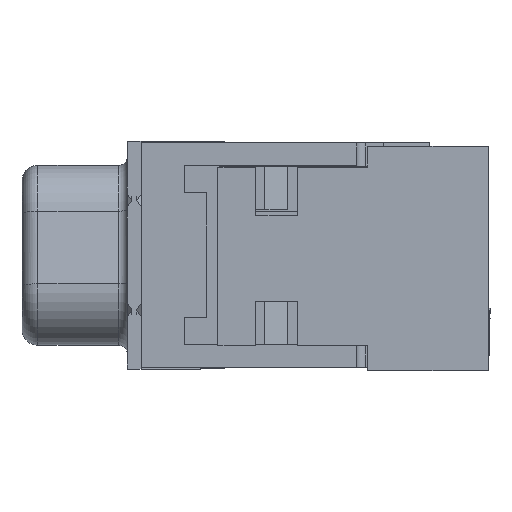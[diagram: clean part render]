
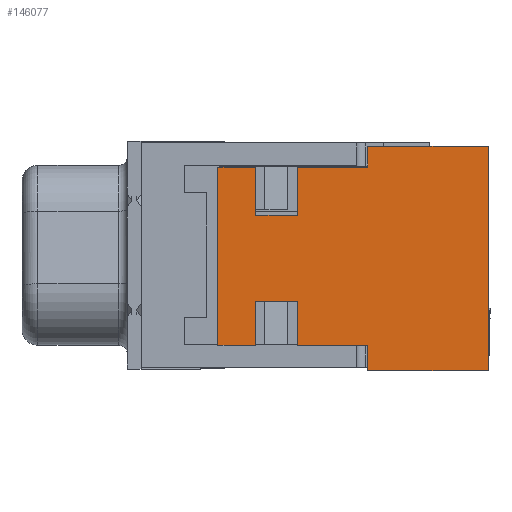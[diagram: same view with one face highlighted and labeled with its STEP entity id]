
A CAD part, left-side view. The second image highlights one B-rep face of the part: STEP entity #146077.
In plain terms, the highlighted planar face has unit normal (-1, 0, 0).
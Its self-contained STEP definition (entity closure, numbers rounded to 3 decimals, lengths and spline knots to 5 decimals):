
#11100=FACE_OUTER_BOUND('',#18300,.T.);
#18300=EDGE_LOOP('',(#116705,#116706,#116707,#116708,#116709,#116710,#116711,
#116712,#116713,#116714,#116715,#116716,#116717,#116718,#116719,#116720));
#31697=LINE('',#228872,#48366);
#31702=LINE('',#228882,#48371);
#31783=LINE('',#229073,#48452);
#31810=LINE('',#229125,#48479);
#31815=LINE('',#229135,#48484);
#31827=LINE('',#229164,#48496);
#31943=LINE('',#229585,#48612);
#31947=LINE('',#229593,#48616);
#31951=LINE('',#229600,#48620);
#31957=LINE('',#229611,#48626);
#31959=LINE('',#229615,#48628);
#31965=LINE('',#229626,#48634);
#31971=LINE('',#229636,#48640);
#31978=LINE('',#229648,#48647);
#31979=LINE('',#229651,#48648);
#31980=LINE('',#229652,#48649);
#48366=VECTOR('',#186486,0.3937);
#48371=VECTOR('',#186493,0.3937);
#48452=VECTOR('',#186604,0.3937);
#48479=VECTOR('',#186635,0.3937);
#48484=VECTOR('',#186642,0.3937);
#48496=VECTOR('',#186662,0.3937);
#48612=VECTOR('',#186904,0.3937);
#48616=VECTOR('',#186912,0.3937);
#48620=VECTOR('',#186922,0.3937);
#48626=VECTOR('',#186932,0.3937);
#48628=VECTOR('',#186936,0.3937);
#48634=VECTOR('',#186946,0.3937);
#48640=VECTOR('',#186956,0.3937);
#48647=VECTOR('',#186967,0.3937);
#48648=VECTOR('',#186970,0.3937);
#48649=VECTOR('',#186971,0.3937);
#62931=VERTEX_POINT('',#228869);
#62932=VERTEX_POINT('',#228871);
#62935=VERTEX_POINT('',#228879);
#62936=VERTEX_POINT('',#228881);
#63011=VERTEX_POINT('',#229071);
#63034=VERTEX_POINT('',#229123);
#63038=VERTEX_POINT('',#229133);
#63050=VERTEX_POINT('',#229161);
#63051=VERTEX_POINT('',#229163);
#63152=VERTEX_POINT('',#229582);
#63153=VERTEX_POINT('',#229584);
#63155=VERTEX_POINT('',#229592);
#63158=VERTEX_POINT('',#229609);
#63162=VERTEX_POINT('',#229625);
#63167=VERTEX_POINT('',#229646);
#63168=VERTEX_POINT('',#229650);
#81498=EDGE_CURVE('',#62932,#62931,#31697,.T.);
#81503=EDGE_CURVE('',#62936,#62935,#31702,.T.);
#81588=EDGE_CURVE('',#63011,#62931,#31783,.T.);
#81615=EDGE_CURVE('',#63011,#63034,#31810,.T.);
#81620=EDGE_CURVE('',#63034,#63038,#31815,.T.);
#81635=EDGE_CURVE('',#63051,#63050,#31827,.T.);
#81790=EDGE_CURVE('',#63153,#63152,#31943,.T.);
#81794=EDGE_CURVE('',#63155,#63153,#31947,.T.);
#81798=EDGE_CURVE('',#63050,#63155,#31951,.T.);
#81804=EDGE_CURVE('',#63152,#63158,#31957,.T.);
#81806=EDGE_CURVE('',#63158,#62932,#31959,.T.);
#81812=EDGE_CURVE('',#63162,#62936,#31965,.T.);
#81818=EDGE_CURVE('',#63038,#63162,#31971,.T.);
#81825=EDGE_CURVE('',#62935,#63167,#31978,.T.);
#81826=EDGE_CURVE('',#63168,#63167,#31979,.T.);
#81827=EDGE_CURVE('',#63168,#63051,#31980,.T.);
#116705=ORIENTED_EDGE('',*,*,#81798,.T.);
#116706=ORIENTED_EDGE('',*,*,#81794,.T.);
#116707=ORIENTED_EDGE('',*,*,#81790,.T.);
#116708=ORIENTED_EDGE('',*,*,#81804,.T.);
#116709=ORIENTED_EDGE('',*,*,#81806,.T.);
#116710=ORIENTED_EDGE('',*,*,#81498,.T.);
#116711=ORIENTED_EDGE('',*,*,#81588,.F.);
#116712=ORIENTED_EDGE('',*,*,#81615,.T.);
#116713=ORIENTED_EDGE('',*,*,#81620,.T.);
#116714=ORIENTED_EDGE('',*,*,#81818,.T.);
#116715=ORIENTED_EDGE('',*,*,#81812,.T.);
#116716=ORIENTED_EDGE('',*,*,#81503,.T.);
#116717=ORIENTED_EDGE('',*,*,#81825,.T.);
#116718=ORIENTED_EDGE('',*,*,#81826,.F.);
#116719=ORIENTED_EDGE('',*,*,#81827,.T.);
#116720=ORIENTED_EDGE('',*,*,#81635,.T.);
#132966=PLANE('',#156525);
#146077=ADVANCED_FACE('',(#11100),#132966,.T.);
#156525=AXIS2_PLACEMENT_3D('',#229649,#186968,#186969);
#186486=DIRECTION('',(0.,1.,0.));
#186493=DIRECTION('',(0.,-1.,0.));
#186604=DIRECTION('',(0.,0.,1.));
#186635=DIRECTION('',(0.,-1.,0.));
#186642=DIRECTION('',(0.,0.,1.));
#186662=DIRECTION('',(0.,1.,0.));
#186904=DIRECTION('',(0.,0.,-1.));
#186912=DIRECTION('',(0.,1.,0.));
#186922=DIRECTION('',(0.,0.,-1.));
#186932=DIRECTION('',(0.,1.,0.));
#186936=DIRECTION('',(0.,0.,1.));
#186946=DIRECTION('',(0.,0.,-1.));
#186956=DIRECTION('',(0.,-1.,0.));
#186967=DIRECTION('',(0.,0.,-1.));
#186968=DIRECTION('center_axis',(-1.,0.,0.));
#186969=DIRECTION('ref_axis',(0.,0.,
1.));
#186970=DIRECTION('',(0.,1.,0.));
#186971=DIRECTION('',(0.,0.,1.));
#228869=CARTESIAN_POINT('',(-1.11431,-0.55654,-0.3028));
#228871=CARTESIAN_POINT('',(-1.11431,-0.63995,-0.3028));
#228872=CARTESIAN_POINT('',(-1.11431,-0.85404,-0.3028));
#228879=CARTESIAN_POINT('',(-1.11431,-0.88654,-0.6948));
#228881=CARTESIAN_POINT('',(-1.11431,-0.73195,-0.6948));
#228882=CARTESIAN_POINT('',(-1.11431,-1.01904,-0.6948));
#229071=CARTESIAN_POINT('',(-1.11431,-0.55654,-0.6948));
#229073=CARTESIAN_POINT('',(-1.11431,-0.55654,-0.25659));
#229123=CARTESIAN_POINT('',(-1.11431,-0.63995,-0.6948));
#229125=CARTESIAN_POINT('',(-1.11431,-0.89574,-0.6948));
#229133=CARTESIAN_POINT('',(-1.11431,-0.63995,-0.59859));
#229135=CARTESIAN_POINT('',(-1.11431,-0.63995,-0.67459));
#229161=CARTESIAN_POINT('',(-1.11431,-0.88654,-0.25659));
#229163=CARTESIAN_POINT('',(-1.11431,-1.15154,-0.25659));
#229164=CARTESIAN_POINT('',(-1.11431,-1.15154,-0.25659));
#229582=CARTESIAN_POINT('',(-1.11431,-0.73195,-0.40859));
#229584=CARTESIAN_POINT('',(-1.11431,-0.73195,-0.3028));
#229585=CARTESIAN_POINT('',(-1.11431,-0.73195,-0.57959));
#229592=CARTESIAN_POINT('',(-1.11431,-0.88654,-0.3028));
#229593=CARTESIAN_POINT('',(-1.11431,-0.94174,-0.3028));
#229600=CARTESIAN_POINT('',(-1.11431,-0.88654,-0.52669));
#229609=CARTESIAN_POINT('',(-1.11431,-0.63995,-0.40859));
#229611=CARTESIAN_POINT('',(-1.11431,-0.89574,-0.40859));
#229615=CARTESIAN_POINT('',(-1.11431,-0.63995,-0.52669));
#229625=CARTESIAN_POINT('',(-1.11431,-0.73195,-0.59859));
#229626=CARTESIAN_POINT('',(-1.11431,-0.73195,-0.72269));
#229636=CARTESIAN_POINT('',(-1.11431,-0.94174,-0.59859));
#229646=CARTESIAN_POINT('',(-1.11431,-0.88654,-0.75059));
#229648=CARTESIAN_POINT('',(-1.11431,-0.88654,-0.75059));
#229649=CARTESIAN_POINT('Origin',(-1.11431,-1.15154,-0.75059));
#229650=CARTESIAN_POINT('',(-1.11431,-1.15154,-0.75059));
#229651=CARTESIAN_POINT('',(-1.11431,-1.15154,-0.75059));
#229652=CARTESIAN_POINT('',(-1.11431,-1.15154,-0.75059));
